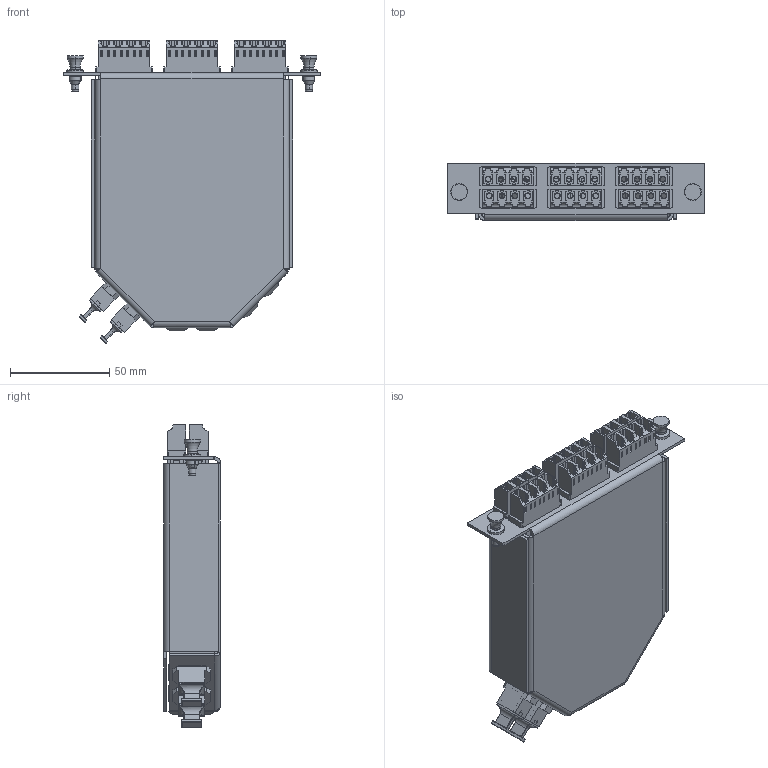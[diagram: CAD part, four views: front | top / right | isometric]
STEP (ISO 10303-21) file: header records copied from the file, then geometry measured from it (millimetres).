
FILE_DESCRIPTION (( 'STEP AP214' ), '1' );
FILE_NAME ('FSP-MTM2-LCQ6-M3_3D.STEP', '2021-01-05T17:52:07', ( '' ), ( '' ), 'SwSTEP 2.0', 'SolidWorks 2018', '' );
FILE_SCHEMA (( 'AUTOMOTIVE_DESIGN' ));
Length unit declared in the file: inch
Products named in the file (11): DSTCP-MTP-FOA_update 2011; Copy of FOA-908^Copy of FOA-908_FSP-MTM2-LCQ6-M3; FOA-994A_WITH DUST CAPS; FOA-991A-MA1; MTP BLANK PLUG; FSP-MTP CASSETTE-SC DUPLEX; FOA-994A; HDWR-HN4P-42-4-1; Copy of FOA-908^FSP-MTM2-LCQ6-M3; HDWR-HN4G-42-1; FSP-MTM2-LCQ6-M3_3D
Assembly tree (23 placements, depth 3):
  FSP-MTM2-LCQ6-M3_3D
    FSP-MTP CASSETTE-SC DUPLEX
    HDWR-HN4G-42-1  x2
    HDWR-HN4P-42-4-1  x2
    Copy of FOA-908^FSP-MTM2-LCQ6-M3  x6
      Copy of FOA-908^Copy of FOA-908_FSP-MTM2-LCQ6-M3
    MTP BLANK PLUG  x4
    FOA-994A_WITH DUST CAPS  x2
      FOA-994A
      FOA-991A-MA1
      DSTCP-MTP-FOA_update 2011
Bounding box: 129.54 x 28.7 x 152.48 mm (x, y, z)
Volume: 83395 mm3; surface area: 125065.3 mm2
Topology: 26 solids, 30 shells, 3846 faces, 10420 edges, 6530 vertices
Faces by surface type: plane 2852, cylinder 714, torus 156, sphere 80, bspline 24, cone 20
Entity records: 31058 total; most frequent: CARTESIAN_POINT 5907, ORIENTED_EDGE 4812, DIRECTION 4603, EDGE_CURVE 2406, LINE 1937, VECTOR 1937, VERTEX_POINT 1517, AXIS2_PLACEMENT_3D 1333
